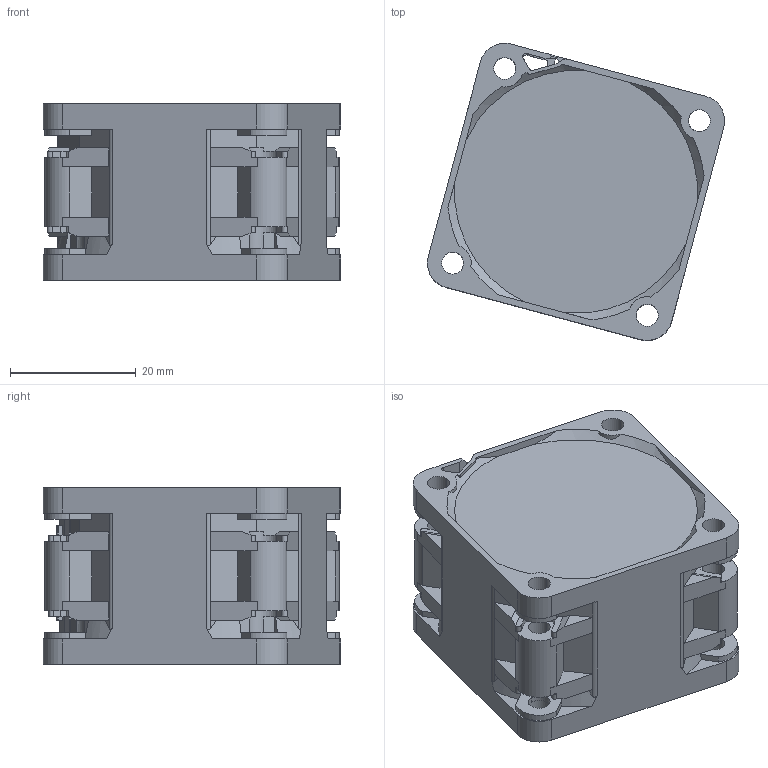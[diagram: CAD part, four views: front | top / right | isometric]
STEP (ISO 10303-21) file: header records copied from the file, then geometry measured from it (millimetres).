
FILE_DESCRIPTION((''),'2;1');
FILE_NAME('G10_40X28_20150903','2017-03-02T',('yiliang.gong'),(''),'CREO PARAMETRIC BY PTC INC, 2015080','CREO PARAMETRIC BY PTC INC, 2015080','');
FILE_SCHEMA(('CONFIG_CONTROL_DESIGN'));
Length unit declared in the file: millimetre
Products named in the file (1): G10_40X28_20150903
Bounding box: 47.16 x 47.16 x 28 mm (x, y, z)
Volume: 38078.9 mm3; surface area: 10137.9 mm2
Topology: 1 solids, 4 shells, 448 faces, 1310 edges, 877 vertices
Faces by surface type: plane 262, cylinder 117, cone 36, bspline 33
Entity records: 20591 total; most frequent: CARTESIAN_POINT 8881, ORIENTED_EDGE 2620, DIRECTION 2227, EDGE_CURVE 1310, VERTEX_POINT 877, AXIS2_PLACEMENT_3D 750, VECTOR 727, LINE 727
